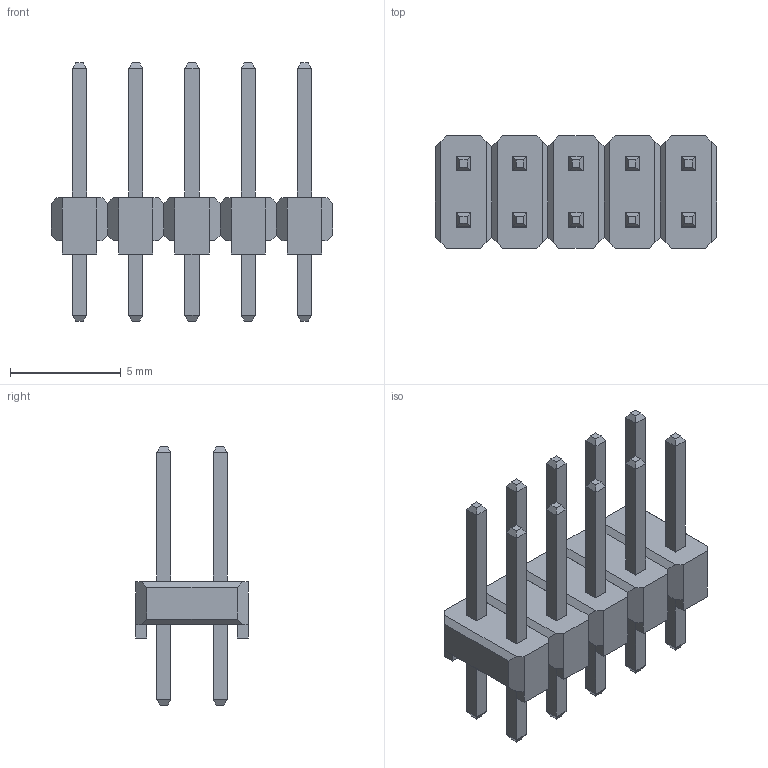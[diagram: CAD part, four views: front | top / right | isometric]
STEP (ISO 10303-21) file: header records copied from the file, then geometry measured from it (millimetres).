
FILE_DESCRIPTION(/* description */ (''),/* implementation_level */ '2;1');
FILE_NAME(/* name */ 'HARWIN_M20-9980546.stp',/* time_stamp */ '2017-09-15T11:05:08+02:00',/* author */ ('riccim'),/* organization */ ('SolidWorks'),/* preprocessor_version */ 'ST-DEVELOPER v16.5',/* originating_system */ 'AutoCAD Mechanical',/* authorisation */ ' ');
FILE_SCHEMA (('AUTOMOTIVE_DESIGN { 1 0 10303 214 3 1 1 }'));
Length unit declared in the file: millimetre
Products named in the file (1): Product
Bounding box: 12.7 x 5.08 x 11.68 mm (x, y, z)
Volume: 160.6 mm3; surface area: 563.5 mm2
Topology: 11 solids, 11 shells, 282 faces, 664 edges, 404 vertices
Faces by surface type: plane 282
Entity records: 7829 total; most frequent: CARTESIAN_POINT 1351, ORIENTED_EDGE 1328, DIRECTION 1230, LINE 664, VECTOR 664, EDGE_CURVE 664, VERTEX_POINT 404, EDGE_LOOP 302
